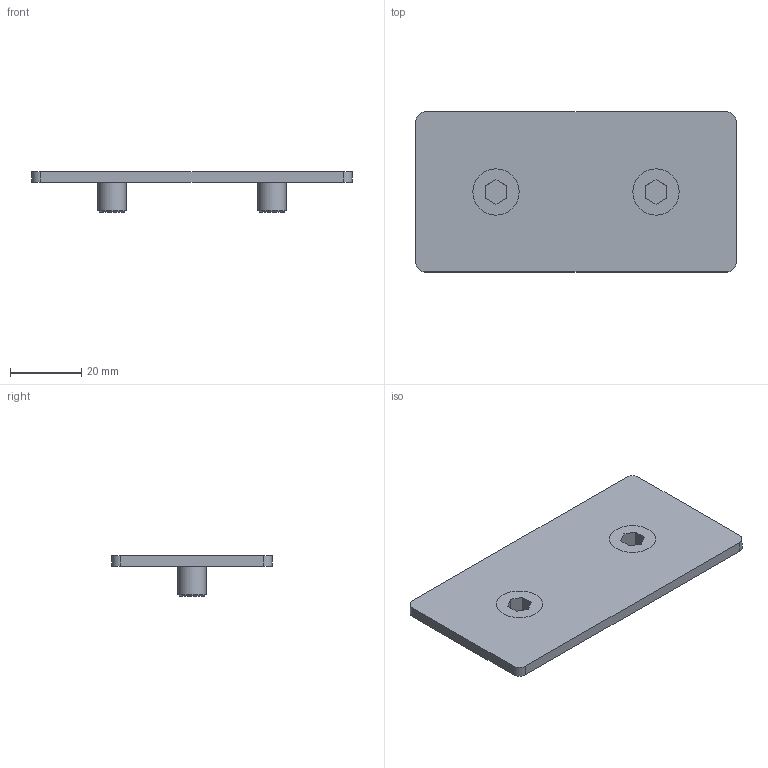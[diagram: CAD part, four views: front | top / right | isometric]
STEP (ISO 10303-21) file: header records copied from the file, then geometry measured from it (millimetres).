
FILE_DESCRIPTION(/* description */ (''),/* implementation_level */ '2;1');
FILE_NAME(/* name */ '22_1068_2_2 v1.step',/* time_stamp */ '2021-09-23T11:51:40-04:00',/* author */ (''),/* organization */ (''),/* preprocessor_version */ 'ST-DEVELOPER v18.1',/* originating_system */ 'Autodesk Translation Framework v10.10.0.1391',/* authorisation */ '');
FILE_SCHEMA (('AUTOMOTIVE_DESIGN { 1 0 10303 214 3 1 1 }'));
Length unit declared in the file: millimetre
Products named in the file (4): 22_1068_2_2; 22.1068/2_2; 22.1068/2_1; 22.1068/2
Assembly tree (3 placements, depth 2):
  22_1068_2_2
    22.1068/2_2
    22.1068/2_1
    22.1068/2
Bounding box: 90 x 45 x 11.5 mm (x, y, z)
Volume: 12651.2 mm3; surface area: 10210.6 mm2
Topology: 3 solids, 3 shells, 42 faces, 88 edges, 58 vertices
Faces by surface type: plane 28, cylinder 12, cone 2
Full cylindrical faces by diameter (mm): 8 x2, 8.5 x2, 13 x4
Entity records: 1269 total; most frequent: DIRECTION 212, CARTESIAN_POINT 195, ORIENTED_EDGE 176, EDGE_CURVE 88, AXIS2_PLACEMENT_3D 75, LINE 62, VECTOR 62, VERTEX_POINT 58
